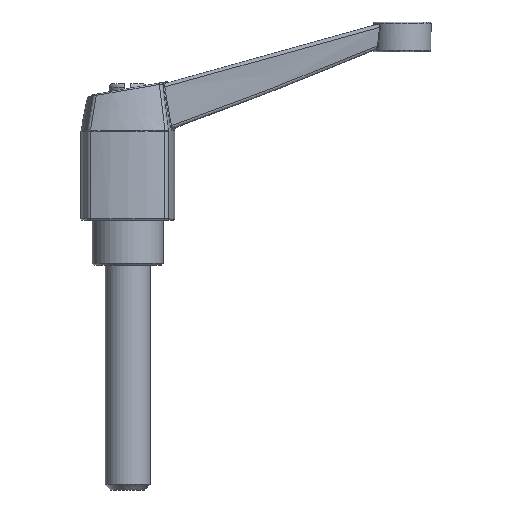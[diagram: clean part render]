
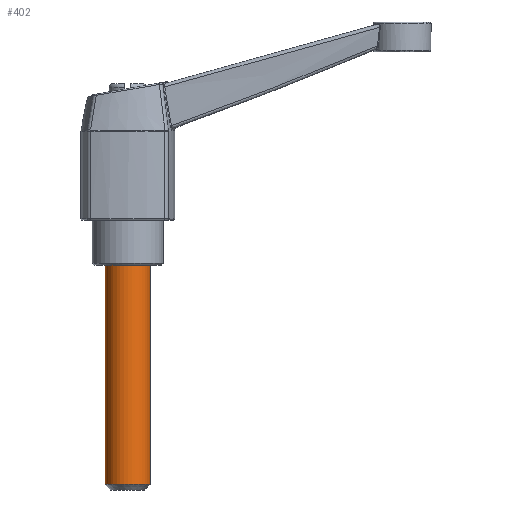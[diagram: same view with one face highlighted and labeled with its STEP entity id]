
A CAD part, front view. The second image highlights one B-rep face of the part: STEP entity #402.
In plain terms, the highlighted cylindrical face has radius 6 mm (diameter 12 mm), a full revolution.
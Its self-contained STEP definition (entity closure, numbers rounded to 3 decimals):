
#402 = ADVANCED_FACE( '', ( #841, #842 ), #843, .T. );
#841 = FACE_OUTER_BOUND( '', #7040, .T. );
#842 = FACE_OUTER_BOUND( '', #7041, .T. );
#843 = CYLINDRICAL_SURFACE( '', #7042, 6. );
#7040 = EDGE_LOOP( '', ( #9841 ) );
#7041 = EDGE_LOOP( '', ( #9842 ) );
#7042 = AXIS2_PLACEMENT_3D( '', #9843, #9844, #9845 );
#9841 = ORIENTED_EDGE( '', *, *, #10186, .T. );
#9842 = ORIENTED_EDGE( '', *, *, #10139, .T. );
#9843 = CARTESIAN_POINT( '', ( 0., 0., -72. ) );
#9844 = DIRECTION( '', ( 0., 0., -1. ) );
#9845 = DIRECTION( '', ( 1., 0., 0. ) );
#10139 = EDGE_CURVE( '', #10682, #10682, #10683, .T. );
#10186 = EDGE_CURVE( '', #10762, #10762, #10763, .F. );
#10682 = VERTEX_POINT( '', #12176 );
#10683 = CIRCLE( '', #12177, 6. );
#10762 = VERTEX_POINT( '', #12737 );
#10763 = CIRCLE( '', #12738, 6. );
#12176 = CARTESIAN_POINT( '', ( 0., 6., -12. ) );
#12177 = AXIS2_PLACEMENT_3D( '', #15823, #15824, #15825 );
#12737 = CARTESIAN_POINT( '', ( -6., 0., -70.5 ) );
#12738 = AXIS2_PLACEMENT_3D( '', #15850, #15851, #15852 );
#15823 = CARTESIAN_POINT( '', ( 0., 0., -12. ) );
#15824 = DIRECTION( '', ( 0., 0., -1. ) );
#15825 = DIRECTION( '', ( 0., 1., 0. ) );
#15850 = CARTESIAN_POINT( '', ( 0., 0., -70.5 ) );
#15851 = DIRECTION( '', ( 0., 0., -1. ) );
#15852 = DIRECTION( '', ( -1., 0., 0. ) );
